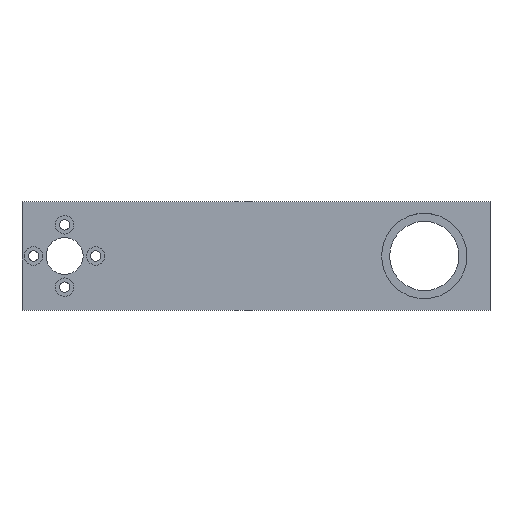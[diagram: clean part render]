
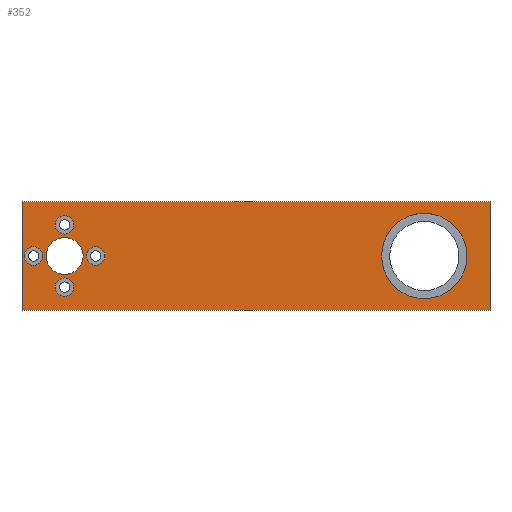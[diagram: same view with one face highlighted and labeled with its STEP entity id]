
A CAD part, top view. The second image highlights one B-rep face of the part: STEP entity #352.
In plain terms, the highlighted planar face has unit normal (0, 0, 1).
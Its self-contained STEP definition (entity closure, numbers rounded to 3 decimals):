
#16=FACE_BOUND('',#71,.T.);
#17=FACE_BOUND('',#72,.T.);
#18=FACE_BOUND('',#73,.T.);
#19=FACE_BOUND('',#74,.T.);
#20=FACE_BOUND('',#75,.T.);
#21=FACE_BOUND('',#76,.T.);
#34=PLANE('',#392);
#47=FACE_OUTER_BOUND('',#70,.T.);
#70=EDGE_LOOP('',(#261,#262,#263,#264));
#71=EDGE_LOOP('',(#265));
#72=EDGE_LOOP('',(#266));
#73=EDGE_LOOP('',(#267));
#74=EDGE_LOOP('',(#268));
#75=EDGE_LOOP('',(#269));
#76=EDGE_LOOP('',(#270));
#106=LINE('',#558,#129);
#110=LINE('',#566,#133);
#111=LINE('',#568,#134);
#112=LINE('',#569,#135);
#129=VECTOR('',#448,10.);
#133=VECTOR('',#454,10.);
#134=VECTOR('',#455,10.);
#135=VECTOR('',#456,10.);
#151=CIRCLE('',#386,18.5);
#154=CIRCLE('',#393,4.);
#155=CIRCLE('',#394,4.);
#156=CIRCLE('',#395,4.);
#157=CIRCLE('',#396,4.);
#158=CIRCLE('',#397,8.);
#173=VERTEX_POINT('',#545);
#176=VERTEX_POINT('',#556);
#177=VERTEX_POINT('',#557);
#180=VERTEX_POINT('',#565);
#181=VERTEX_POINT('',#567);
#182=VERTEX_POINT('',#570);
#183=VERTEX_POINT('',#572);
#184=VERTEX_POINT('',#574);
#185=VERTEX_POINT('',#576);
#186=VERTEX_POINT('',#578);
#204=EDGE_CURVE('',#173,#173,#151,.T.);
#208=EDGE_CURVE('',#176,#177,#106,.T.);
#212=EDGE_CURVE('',#176,#180,#110,.T.);
#213=EDGE_CURVE('',#180,#181,#111,.T.);
#214=EDGE_CURVE('',#177,#181,#112,.T.);
#215=EDGE_CURVE('',#182,#182,#154,.T.);
#216=EDGE_CURVE('',#183,#183,#155,.T.);
#217=EDGE_CURVE('',#184,#184,#156,.T.);
#218=EDGE_CURVE('',#185,#185,#157,.T.);
#219=EDGE_CURVE('',#186,#186,#158,.T.);
#261=ORIENTED_EDGE('',*,*,#212,.T.);
#262=ORIENTED_EDGE('',*,*,#213,.T.);
#263=ORIENTED_EDGE('',*,*,#214,.F.);
#264=ORIENTED_EDGE('',*,*,#208,.F.);
#265=ORIENTED_EDGE('',*,*,#204,.T.);
#266=ORIENTED_EDGE('',*,*,#215,.T.);
#267=ORIENTED_EDGE('',*,*,#216,.T.);
#268=ORIENTED_EDGE('',*,*,#217,.T.);
#269=ORIENTED_EDGE('',*,*,#218,.T.);
#270=ORIENTED_EDGE('',*,*,#219,.T.);
#352=ADVANCED_FACE('',(#47,#16,#17,#18,#19,#20,#21),#34,.T.);
#386=AXIS2_PLACEMENT_3D('',#547,#435,#436);
#392=AXIS2_PLACEMENT_3D('',#564,#452,#453);
#393=AXIS2_PLACEMENT_3D('',#571,#457,#458);
#394=AXIS2_PLACEMENT_3D('',#573,#459,#460);
#395=AXIS2_PLACEMENT_3D('',#575,#461,#462);
#396=AXIS2_PLACEMENT_3D('',#577,#463,#464);
#397=AXIS2_PLACEMENT_3D('',#579,#465,#466);
#435=DIRECTION('center_axis',(0.,0.,-1.));
#436=DIRECTION('ref_axis',(1.,0.,0.));
#448=DIRECTION('',(0.,-1.,0.));
#452=DIRECTION('center_axis',(0.,0.,1.));
#453=DIRECTION('ref_axis',(0.,-1.,0.));
#454=DIRECTION('',(-1.,0.,0.));
#455=DIRECTION('',(0.,-1.,0.));
#456=DIRECTION('',(-1.,0.,0.));
#457=DIRECTION('center_axis',(0.,0.,-1.));
#458=DIRECTION('ref_axis',(1.,0.,0.));
#459=DIRECTION('center_axis',(0.,0.,-1.));
#460=DIRECTION('ref_axis',(1.,0.,0.));
#461=DIRECTION('center_axis',(0.,0.,-1.));
#462=DIRECTION('ref_axis',(1.,0.,0.));
#463=DIRECTION('center_axis',(0.,0.,-1.));
#464=DIRECTION('ref_axis',(1.,0.,0.));
#465=DIRECTION('center_axis',(0.,0.,-1.));
#466=DIRECTION('ref_axis',(1.,0.,0.));
#545=CARTESIAN_POINT('',(159.,-23.5,5.));
#547=CARTESIAN_POINT('Origin',(177.5,-23.5,5.));
#556=CARTESIAN_POINT('',(206.,0.,5.));
#557=CARTESIAN_POINT('',(206.,-47.,5.));
#558=CARTESIAN_POINT('',(206.,-23.5,5.));
#564=CARTESIAN_POINT('Origin',(130.678,-23.5,5.));
#565=CARTESIAN_POINT('',(3.,0.,5.));
#566=CARTESIAN_POINT('',(130.678,0.,5.));
#567=CARTESIAN_POINT('',(3.,-47.,5.));
#568=CARTESIAN_POINT('',(3.,-23.5,5.));
#569=CARTESIAN_POINT('',(171.,-47.,5.));
#570=CARTESIAN_POINT('',(17.5,-10.,5.));
#571=CARTESIAN_POINT('Origin',(21.5,-10.,5.));
#572=CARTESIAN_POINT('',(31.,-23.5,5.));
#573=CARTESIAN_POINT('Origin',(35.,-23.5,5.));
#574=CARTESIAN_POINT('',(17.5,-37.,5.));
#575=CARTESIAN_POINT('Origin',(21.5,-37.,5.));
#576=CARTESIAN_POINT('',(4.,-23.5,5.));
#577=CARTESIAN_POINT('Origin',(8.,-23.5,5.));
#578=CARTESIAN_POINT('',(13.5,-23.5,5.));
#579=CARTESIAN_POINT('Origin',(21.5,-23.5,5.));
